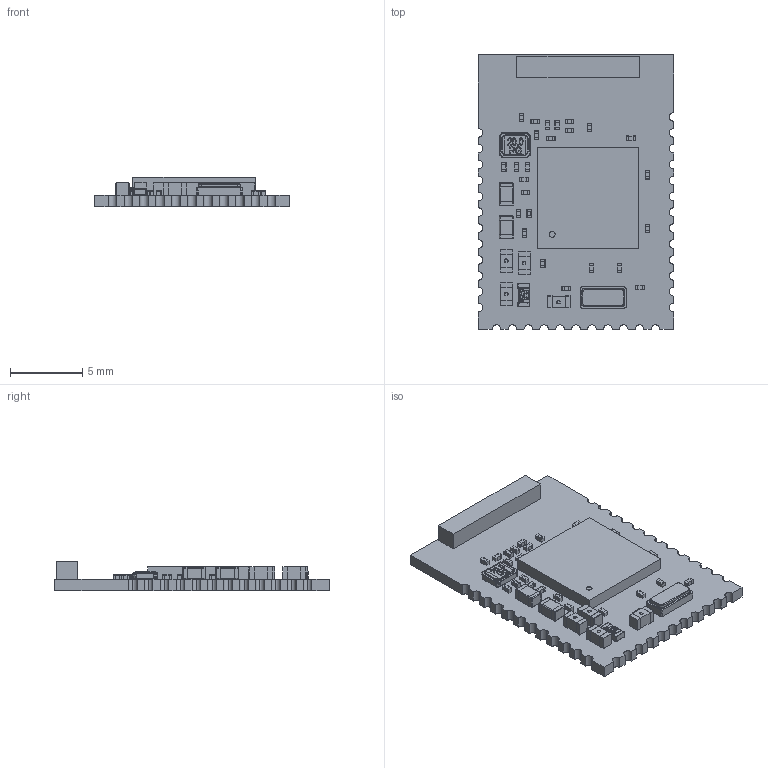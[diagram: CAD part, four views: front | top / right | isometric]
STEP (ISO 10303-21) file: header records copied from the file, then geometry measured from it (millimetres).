
FILE_DESCRIPTION(('Open CASCADE Model'),'2;1');
FILE_NAME('Open CASCADE Shape Model','2025-01-20T10:05:17',('Author'),( 'Open CASCADE'),'Open CASCADE STEP processor 7.5','Open CASCADE 7.5' ,'Unknown');
FILE_SCHEMA(('AUTOMOTIVE_DESIGN { 1 0 10303 214 1 1 1 1 }'));
Length unit declared in the file: millimetre
Products named in the file (52): PCB; Board; Open CASCADE STEP translator 7.5 1.1.1; U1; aQFN-116 (7x7); C26; CAP-0201; L2; 0603Inductor; L1; C27; C25; cap0603_body; C24; C23; C22; C16; C15; C13; C12; C11; C10; C9; C8; C7; C6; C5; C4; C3; X1; XTAL3215; C2; C1; C17; C14; X2; 2016; 7007713568; Extruded; R1 ...
Assembly tree (78 placements, depth 4):
  PCB
    Board
      Open CASCADE STEP translator 7.5 1.1.1
    U1
      aQFN-116 (7x7)
      aQFN-116 (7x7)
    C26
      CAP-0201
    L2
      0603Inductor
    L1
      0603Inductor
    C27
      CAP-0201
    C25
      cap0603_body
    C24
      cap0603_body
    C23
      cap0603_body
    C22
      cap0603_body
    C16
      CAP-0201
    C15
      CAP-0201
    C13
      CAP-0201
    C12
      CAP-0201
    C11
      CAP-0201
    C10
      CAP-0201
    C9
      CAP-0201
    C8
      CAP-0201
    C7
      CAP-0201
    C6
      CAP-0201
    C5
      CAP-0201
    C4
      CAP-0201
    C3
      CAP-0201
    X1
      XTAL3215
    C2
      CAP-0201
    C1
      CAP-0201
    C17
      CAP-0201
    C14
      CAP-0201
    X2
      2016
Bounding box: 13.5 x 19 x 2.05 mm (x, y, z)
Volume: 278.1 mm3; surface area: 963.8 mm2
Topology: 49 solids, 49 shells, 2186 faces, 5033 edges, 2882 vertices
Faces by surface type: plane 920, cylinder 873, bspline 317, sphere 64, torus 12
Full cylindrical faces by diameter (mm): 0.2 x116, 0.4 x1
Entity records: 39377 total; most frequent: CARTESIAN_POINT 12174, DIRECTION 4349, ORIENTED_EDGE 4260, EDGE_CURVE 2130, AXIS2_PLACEMENT_3D 1591, VERTEX_POINT 1344, LINE 1167, VECTOR 1167
